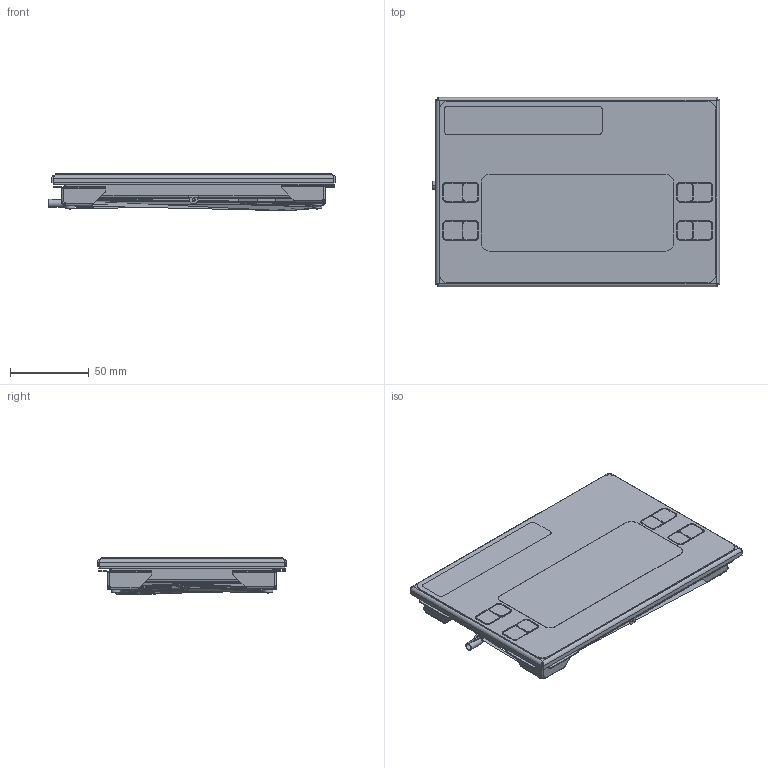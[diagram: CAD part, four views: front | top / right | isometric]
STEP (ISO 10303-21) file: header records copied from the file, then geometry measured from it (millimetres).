
FILE_DESCRIPTION(/* description */ (''),/* implementation_level */ '2;1');
FILE_NAME(/* name */ '1140CX_Simplify_1.stp',/* time_stamp */ '2024-07-05T14:14:43-03:00',/* author */ ('jorge'),/* organization */ (''),/* preprocessor_version */ 'ST-DEVELOPER v20',/* originating_system */ 'Autodesk Inventor 2024',/* authorisation */ '');
FILE_SCHEMA (('AUTOMOTIVE_DESIGN { 1 0 10303 214 3 1 1 }'));
Products named in the file (1): 1140CX_Simplify_1
Bounding box: 182.08 x 120 x 23.56 mm (x, y, z)
Volume: 79420.4 mm3; surface area: 120976.7 mm2
Topology: 66 solids, 80 shells, 5121 faces, 13705 edges, 8997 vertices
Faces by surface type: plane 3419, cylinder 986, bspline 463, cone 187, torus 40, sphere 26
Full cylindrical faces by diameter (mm): 0.1 x6, 0.4 x1, 0.506 x1, 0.6 x1, 1.2 x1, 1.8 x3, 2.256 x4, 2.8 x4, 3 x10, 3.5 x4, 4 x10, 4.763 x1, 4.8 x8, 4.95 x10, 5 x1, 5.5 x1, 6 x4, 7 x2, 10 x1
Entity records: 190867 total; most frequent: CARTESIAN_POINT 61980, ORIENTED_EDGE 27330, DIRECTION 23703, EDGE_CURVE 13381, LINE 9605, VECTOR 9605, VERTEX_POINT 8866, AXIS2_PLACEMENT_3D 7049
